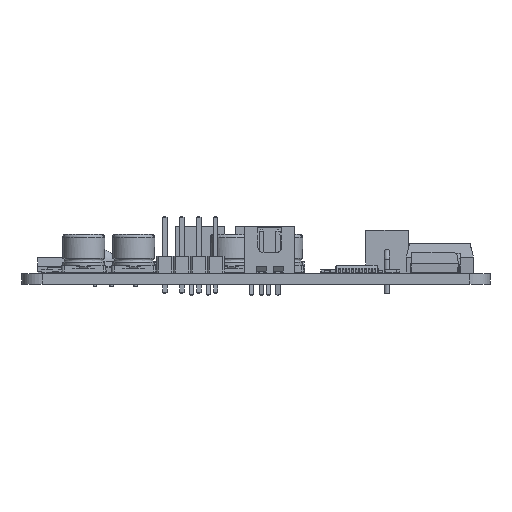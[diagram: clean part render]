
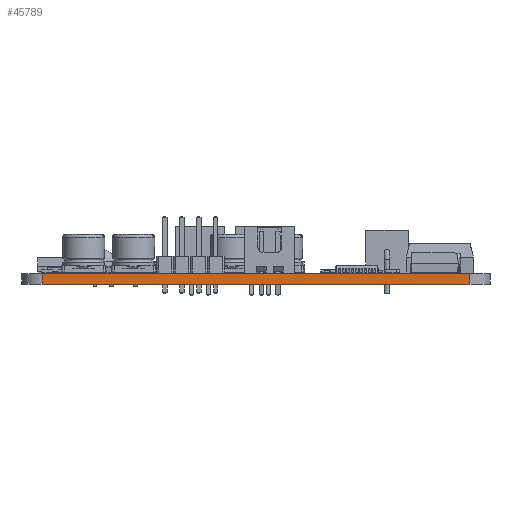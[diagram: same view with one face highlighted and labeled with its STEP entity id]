
A CAD part, left-side view. The second image highlights one B-rep face of the part: STEP entity #45789.
In plain terms, the highlighted planar face has unit normal (-1, 0, 0).
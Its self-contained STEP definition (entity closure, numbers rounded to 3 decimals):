
#45020 = VERTEX_POINT('',#45021);
#45021 = CARTESIAN_POINT('',(50.,-66.,0.));
#45028 = EDGE_CURVE('',#45029,#45020,#45031,.T.);
#45029 = VERTEX_POINT('',#45030);
#45030 = CARTESIAN_POINT('',(50.,-130.,0.));
#45031 = LINE('',#45032,#45033);
#45032 = CARTESIAN_POINT('',(50.,-130.,0.));
#45033 = VECTOR('',#45034,1.);
#45034 = DIRECTION('',(0.,1.,0.));
#45391 = VERTEX_POINT('',#45392);
#45392 = CARTESIAN_POINT('',(50.,-66.,1.6));
#45399 = EDGE_CURVE('',#45400,#45391,#45402,.T.);
#45400 = VERTEX_POINT('',#45401);
#45401 = CARTESIAN_POINT('',(50.,-130.,1.6));
#45402 = LINE('',#45403,#45404);
#45403 = CARTESIAN_POINT('',(50.,-130.,1.6));
#45404 = VECTOR('',#45405,1.);
#45405 = DIRECTION('',(0.,1.,0.));
#45759 = EDGE_CURVE('',#45020,#45391,#45760,.T.);
#45760 = LINE('',#45761,#45762);
#45761 = CARTESIAN_POINT('',(50.,-66.,0.));
#45762 = VECTOR('',#45763,1.);
#45763 = DIRECTION('',(0.,0.,1.));
#45789 = ADVANCED_FACE('',(#45790),#45801,.T.);
#45790 = FACE_BOUND('',#45791,.T.);
#45791 = EDGE_LOOP('',(#45792,#45798,#45799,#45800));
#45792 = ORIENTED_EDGE('',*,*,#45793,.T.);
#45793 = EDGE_CURVE('',#45029,#45400,#45794,.T.);
#45794 = LINE('',#45795,#45796);
#45795 = CARTESIAN_POINT('',(50.,-130.,0.));
#45796 = VECTOR('',#45797,1.);
#45797 = DIRECTION('',(0.,0.,1.));
#45798 = ORIENTED_EDGE('',*,*,#45399,.T.);
#45799 = ORIENTED_EDGE('',*,*,#45759,.F.);
#45800 = ORIENTED_EDGE('',*,*,#45028,.F.);
#45801 = PLANE('',#45802);
#45802 = AXIS2_PLACEMENT_3D('',#45803,#45804,#45805);
#45803 = CARTESIAN_POINT('',(50.,-130.,0.));
#45804 = DIRECTION('',(-1.,0.,0.));
#45805 = DIRECTION('',(0.,1.,0.));
